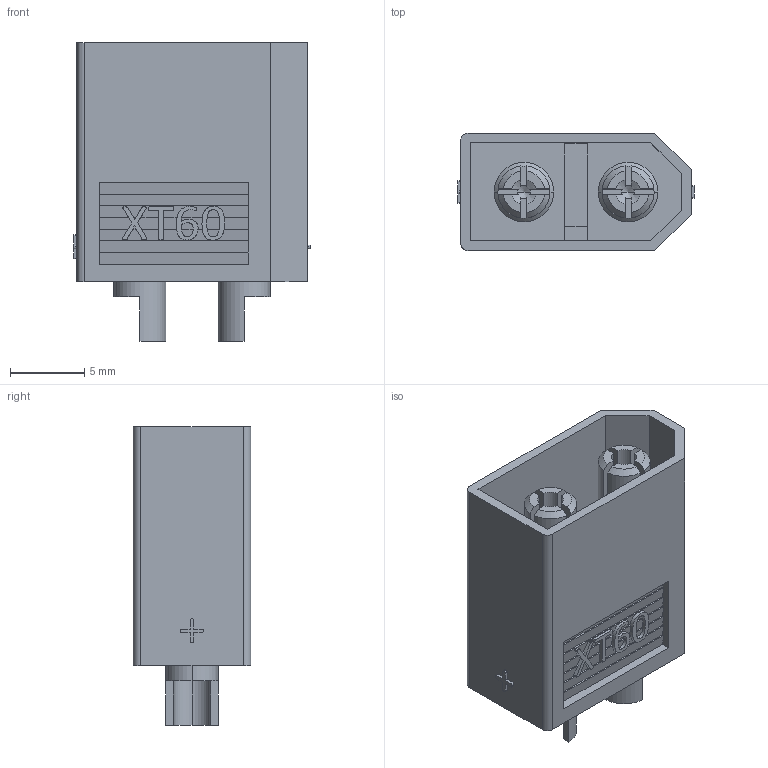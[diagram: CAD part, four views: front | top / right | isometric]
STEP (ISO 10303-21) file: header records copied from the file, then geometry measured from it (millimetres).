
FILE_DESCRIPTION (( 'STEP AP203' ), '1' );
FILE_NAME ('XT60_Hembra.STEP', '2023-10-07T18:59:26', ( '' ), ( '' ), 'SwSTEP 2.0', 'SolidWorks 2022', '' );
FILE_SCHEMA (( 'CONFIG_CONTROL_DESIGN' ));
Length unit declared in the file: millimetre
Products named in the file (1): XT60_Hembra
Bounding box: 15.9 x 7.9 x 20.1 mm (x, y, z)
Volume: 1023.2 mm3; surface area: 2177.7 mm2
Topology: 3 solids, 3 shells, 335 faces, 932 edges, 608 vertices
Faces by surface type: plane 195, bspline 82, cylinder 38, cone 20
Entity records: 14453 total; most frequent: CARTESIAN_POINT 6412, ORIENTED_EDGE 1848, DIRECTION 1324, EDGE_CURVE 924, VERTEX_POINT 608, LINE 584, VECTOR 584, AXIS2_PLACEMENT_3D 370
